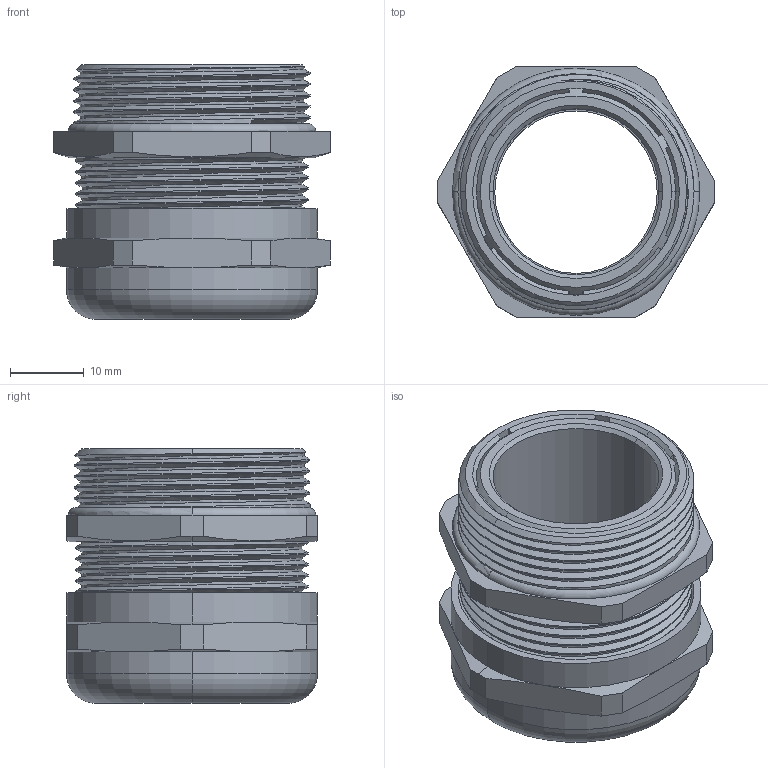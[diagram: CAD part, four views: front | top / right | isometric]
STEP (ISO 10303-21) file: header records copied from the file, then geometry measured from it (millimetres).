
FILE_DESCRIPTION (( 'STEP AP214' ), '1' );
FILE_NAME ('FGM32001-01SI2200-REF.STEP', '2025-10-21T07:24:30', ( '' ), ( '' ), 'SwSTEP 2.0', 'SolidWorks 2021', '' );
FILE_SCHEMA (( 'AUTOMOTIVE_DESIGN' ));
Length unit declared in the file: millimetre
Products named in the file (1): FGM32001-01SI2200-REF
Bounding box: 37.53 x 34 x 34.5 mm (x, y, z)
Volume: 13215.4 mm3; surface area: 17309.7 mm2
Topology: 1 solids, 1 shells, 426 faces, 1350 edges, 841 vertices
Faces by surface type: plane 211, cylinder 133, cone 43, torus 25, bspline 14
Entity records: 19992 total; most frequent: CARTESIAN_POINT 8300, ORIENTED_EDGE 2700, DIRECTION 2313, EDGE_CURVE 1350, VERTEX_POINT 841, AXIS2_PLACEMENT_3D 841, VECTOR 631, LINE 631
